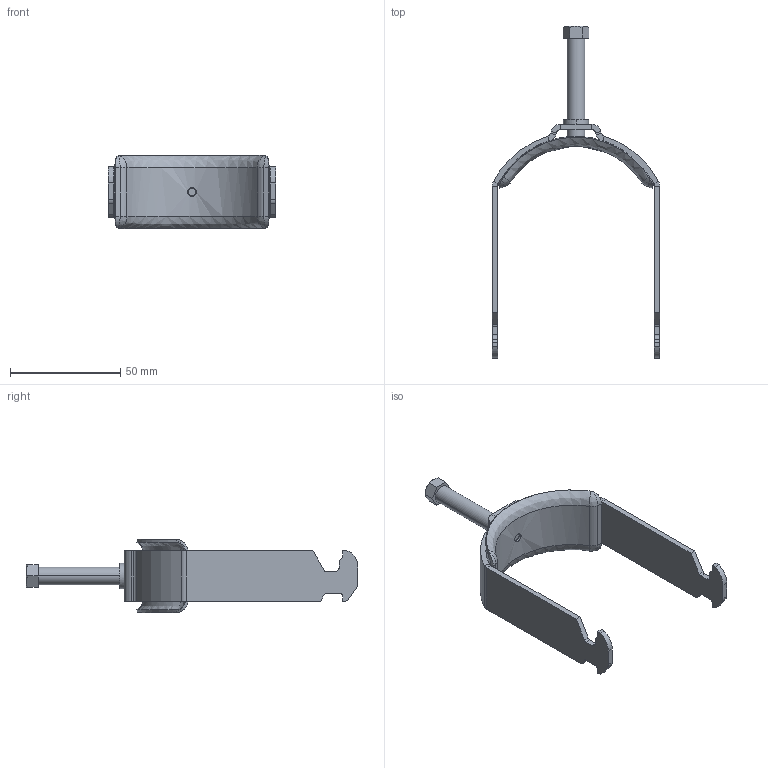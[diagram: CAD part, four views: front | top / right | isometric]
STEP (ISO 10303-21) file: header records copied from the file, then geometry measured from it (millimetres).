
FILE_DESCRIPTION(/* description */ (''),/* implementation_level */ '2;1');
FILE_NAME(/* name */ '1156128',/* time_stamp */ '2015-11-19T09:17:17+01:00',/* author */ (''),/* organization */ (''),/* preprocessor_version */ 'ST-DEVELOPER v15',/* originating_system */ '',/* authorisation */ '');
FILE_SCHEMA (('CONFIG_CONTROL_DESIGN'));
Length unit declared in the file: millimetre
Products named in the file (2): Document; Block 01
Assembly tree (1 placements, depth 2):
  Document
    Block 01
Bounding box: 76 x 150.5 x 33.12 mm (x, y, z)
Volume: 16631.7 mm3; surface area: 20409 mm2
Topology: 2 solids, 3 shells, 249 faces, 596 edges, 366 vertices
Faces by surface type: bspline 130, plane 119
Entity records: 12648 total; most frequent: CARTESIAN_POINT 8642, ORIENTED_EDGE 1188, EDGE_CURVE 596, B_SPLINE_CURVE_WITH_KNOTS 462, VERTEX_POINT 366, EDGE_LOOP 268, ADVANCED_FACE 249, FACE_OUTER_BOUND 249
